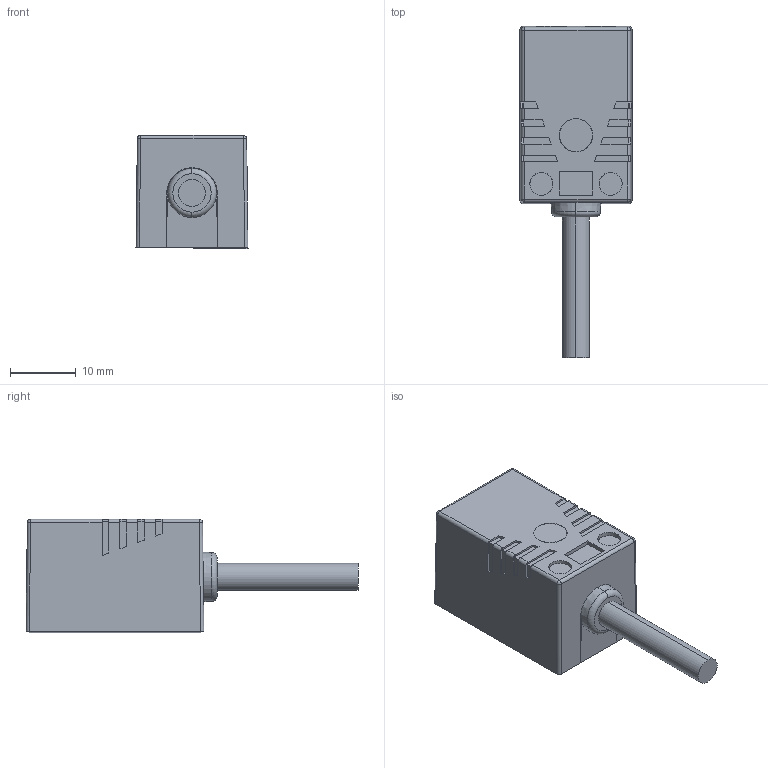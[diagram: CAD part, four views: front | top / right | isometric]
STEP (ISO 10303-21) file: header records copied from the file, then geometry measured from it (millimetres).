
FILE_DESCRIPTION((''),'2;1');
FILE_NAME('PRT0004','2021-12-24T',('EDY'),(''),'CREO PARAMETRIC BY PTC INC, 2018070','CREO PARAMETRIC BY PTC INC, 2018070','');
FILE_SCHEMA(('CONFIG_CONTROL_DESIGN'));
Length unit declared in the file: millimetre
Products named in the file (1): PRT0004
Bounding box: 17 x 50.4 x 17.21 mm (x, y, z)
Volume: 7887.1 mm3; surface area: 3221.3 mm2
Topology: 1 solids, 7 shells, 191 faces, 484 edges, 314 vertices
Faces by surface type: plane 137, cylinder 34, extrusion 12, sphere 4, cone 2, torus 2
Entity records: 5964 total; most frequent: CARTESIAN_POINT 1335, ORIENTED_EDGE 960, DIRECTION 869, EDGE_CURVE 480, VECTOR 365, LINE 353, VERTEX_POINT 314, AXIS2_PLACEMENT_3D 252
